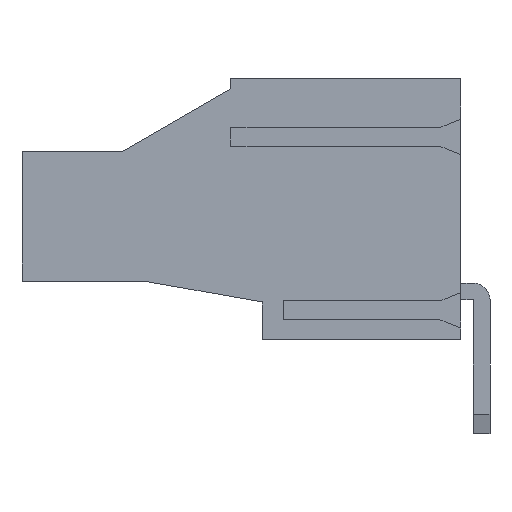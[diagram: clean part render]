
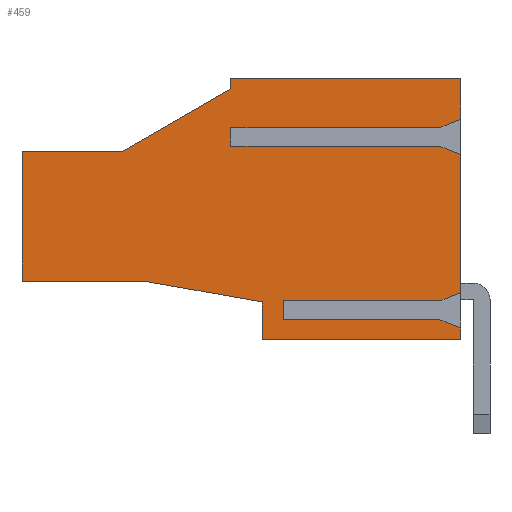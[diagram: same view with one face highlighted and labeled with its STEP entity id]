
A CAD part, left-side view. The second image highlights one B-rep face of the part: STEP entity #459.
In plain terms, the highlighted planar face has unit normal (-1, 0, 0).
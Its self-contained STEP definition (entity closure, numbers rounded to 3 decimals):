
#459 = ADVANCED_FACE( '', ( #1010 ), #1011, .T. );
#1010 = FACE_OUTER_BOUND( '', #1657, .T. );
#1011 = PLANE( '', #1658 );
#1657 = EDGE_LOOP( '', ( #3006, #3007, #3008, #3009, #3010, #3011, #3012, #3013, #3014, #3015, #3016, #3017, #3018, #3019, #3020, #3021, #3022, #3023, #3024, #3025, #3026, #3027 ) );
#1658 = AXIS2_PLACEMENT_3D( '', #3028, #3029, #3030 );
#3006 = ORIENTED_EDGE( '', *, *, #4420, .T. );
#3007 = ORIENTED_EDGE( '', *, *, #4266, .T. );
#3008 = ORIENTED_EDGE( '', *, *, #4421, .T. );
#3009 = ORIENTED_EDGE( '', *, *, #3990, .T. );
#3010 = ORIENTED_EDGE( '', *, *, #4422, .T. );
#3011 = ORIENTED_EDGE( '', *, *, #4085, .T. );
#3012 = ORIENTED_EDGE( '', *, *, #4097, .T. );
#3013 = ORIENTED_EDGE( '', *, *, #4349, .T. );
#3014 = ORIENTED_EDGE( '', *, *, #4307, .T. );
#3015 = ORIENTED_EDGE( '', *, *, #4172, .T. );
#3016 = ORIENTED_EDGE( '', *, *, #4423, .T. );
#3017 = ORIENTED_EDGE( '', *, *, #4424, .T. );
#3018 = ORIENTED_EDGE( '', *, *, #4073, .F. );
#3019 = ORIENTED_EDGE( '', *, *, #4201, .F. );
#3020 = ORIENTED_EDGE( '', *, *, #4425, .T. );
#3021 = ORIENTED_EDGE( '', *, *, #4178, .T. );
#3022 = ORIENTED_EDGE( '', *, *, #4426, .T. );
#3023 = ORIENTED_EDGE( '', *, *, #4427, .T. );
#3024 = ORIENTED_EDGE( '', *, *, #4065, .F. );
#3025 = ORIENTED_EDGE( '', *, *, #4395, .F. );
#3026 = ORIENTED_EDGE( '', *, *, #3924, .T. );
#3027 = ORIENTED_EDGE( '', *, *, #4176, .T. );
#3028 = CARTESIAN_POINT( '', ( 12.295, -83.045, -33.5 ) );
#3029 = DIRECTION( '', ( -1., 0., 0. ) );
#3030 = DIRECTION( '', ( 0., 1., 0. ) );
#3924 = EDGE_CURVE( '', #4729, #4727, #4730, .T. );
#3990 = EDGE_CURVE( '', #4847, #4845, #4848, .T. );
#4065 = EDGE_CURVE( '', #4971, #4972, #4973, .T. );
#4073 = EDGE_CURVE( '', #4983, #4985, #4986, .T. );
#4085 = EDGE_CURVE( '', #5007, #5005, #5008, .T. );
#4097 = EDGE_CURVE( '', #5005, #5027, #5029, .T. );
#4172 = EDGE_CURVE( '', #5148, #5149, #5150, .T. );
#4176 = EDGE_CURVE( '', #4727, #5155, #5157, .T. );
#4178 = EDGE_CURVE( '', #5160, #5158, #5161, .T. );
#4201 = EDGE_CURVE( '', #5194, #4983, #5195, .T. );
#4266 = EDGE_CURVE( '', #5290, #5288, #5291, .T. );
#4307 = EDGE_CURVE( '', #5352, #5148, #5353, .T. );
#4349 = EDGE_CURVE( '', #5027, #5352, #5415, .T. );
#4395 = EDGE_CURVE( '', #4729, #4971, #5476, .T. );
#4420 = EDGE_CURVE( '', #5155, #5290, #5510, .T. );
#4421 = EDGE_CURVE( '', #5288, #4847, #5511, .T. );
#4422 = EDGE_CURVE( '', #4845, #5007, #5512, .T. );
#4423 = EDGE_CURVE( '', #5149, #5513, #5514, .T. );
#4424 = EDGE_CURVE( '', #5513, #4985, #5515, .T. );
#4425 = EDGE_CURVE( '', #5194, #5160, #5516, .T. );
#4426 = EDGE_CURVE( '', #5158, #5517, #5518, .T. );
#4427 = EDGE_CURVE( '', #5517, #4972, #5519, .T. );
#4727 = VERTEX_POINT( '', #5889 );
#4729 = VERTEX_POINT( '', #5892 );
#4730 = LINE( '', #5893, #5894 );
#4845 = VERTEX_POINT( '', #6056 );
#4847 = VERTEX_POINT( '', #6059 );
#4848 = LINE( '', #6060, #6061 );
#4971 = VERTEX_POINT( '', #6236 );
#4972 = VERTEX_POINT( '', #6237 );
#4973 = LINE( '', #6238, #6239 );
#4983 = VERTEX_POINT( '', #6252 );
#4985 = VERTEX_POINT( '', #6255 );
#4986 = LINE( '', #6256, #6257 );
#5005 = VERTEX_POINT( '', #6283 );
#5007 = VERTEX_POINT( '', #6286 );
#5008 = LINE( '', #6287, #6288 );
#5027 = VERTEX_POINT( '', #6315 );
#5029 = LINE( '', #6318, #6319 );
#5148 = VERTEX_POINT( '', #6494 );
#5149 = VERTEX_POINT( '', #6495 );
#5150 = LINE( '', #6496, #6497 );
#5155 = VERTEX_POINT( '', #6504 );
#5157 = LINE( '', #6507, #6508 );
#5158 = VERTEX_POINT( '', #6509 );
#5160 = VERTEX_POINT( '', #6512 );
#5161 = LINE( '', #6513, #6514 );
#5194 = VERTEX_POINT( '', #6563 );
#5195 = LINE( '', #6564, #6565 );
#5288 = VERTEX_POINT( '', #6703 );
#5290 = VERTEX_POINT( '', #6706 );
#5291 = LINE( '', #6707, #6708 );
#5352 = VERTEX_POINT( '', #6799 );
#5353 = LINE( '', #6800, #6801 );
#5415 = LINE( '', #6896, #6897 );
#5476 = LINE( '', #6986, #6987 );
#5510 = LINE( '', #7034, #7035 );
#5511 = LINE( '', #7036, #7037 );
#5512 = LINE( '', #7038, #7039 );
#5513 = VERTEX_POINT( '', #7040 );
#5514 = LINE( '', #7041, #7042 );
#5515 = LINE( '', #7043, #7044 );
#5516 = LINE( '', #7045, #7046 );
#5517 = VERTEX_POINT( '', #7047 );
#5518 = LINE( '', #7048, #7049 );
#5519 = LINE( '', #7050, #7051 );
#5889 = CARTESIAN_POINT( '', ( 12.295, -104.045, -31.956 ) );
#5892 = CARTESIAN_POINT( '', ( 12.295, -103.045, -32.35 ) );
#5893 = CARTESIAN_POINT( '', ( 12.295, -85.344, -39.329 ) );
#5894 = VECTOR( '', #7433, 1000. );
#6056 = CARTESIAN_POINT( '', ( 12.295, -83.045, -33.5 ) );
#6059 = CARTESIAN_POINT( '', ( 12.295, -87.849, -33.5 ) );
#6060 = CARTESIAN_POINT( '', ( 12.295, -83.045, -33.5 ) );
#6061 = VECTOR( '', #7500, 1000. );
#6236 = CARTESIAN_POINT( '', ( 12.295, -93.045, -32.35 ) );
#6237 = CARTESIAN_POINT( '', ( 12.295, -93.045, -33.25 ) );
#6238 = CARTESIAN_POINT( '', ( 12.295, -93.045, -33.25 ) );
#6239 = VECTOR( '', #7577, 1000. );
#6252 = CARTESIAN_POINT( '', ( 12.295, -95.545, -40.65 ) );
#6255 = CARTESIAN_POINT( '', ( 12.295, -95.545, -41.55 ) );
#6256 = CARTESIAN_POINT( '', ( 12.295, -95.545, -41.55 ) );
#6257 = VECTOR( '', #7585, 1000. );
#6283 = CARTESIAN_POINT( '', ( 12.295, -88.874, -39.7 ) );
#6286 = CARTESIAN_POINT( '', ( 12.295, -83.045, -39.7 ) );
#6287 = CARTESIAN_POINT( '', ( 12.295, -88.874, -39.7 ) );
#6288 = VECTOR( '', #7597, 1000. );
#6315 = CARTESIAN_POINT( '', ( 12.295, -94.545, -40.7 ) );
#6318 = CARTESIAN_POINT( '', ( 12.295, -94.545, -40.7 ) );
#6319 = VECTOR( '', #7607, 1000. );
#6494 = CARTESIAN_POINT( '', ( 12.295, -104.045, -42.5 ) );
#6495 = CARTESIAN_POINT( '', ( 12.295, -104.045, -41.944 ) );
#6496 = CARTESIAN_POINT( '', ( 12.295, -104.045, -30. ) );
#6497 = VECTOR( '', #7679, 1000. );
#6504 = CARTESIAN_POINT( '', ( 12.295, -104.045, -30. ) );
#6507 = CARTESIAN_POINT( '', ( 12.295, -104.045, -30. ) );
#6508 = VECTOR( '', #7683, 1000. );
#6509 = CARTESIAN_POINT( '', ( 12.295, -104.045, -33.644 ) );
#6512 = CARTESIAN_POINT( '', ( 12.295, -104.045, -40.256 ) );
#6513 = CARTESIAN_POINT( '', ( 12.295, -104.045, -30. ) );
#6514 = VECTOR( '', #7685, 1000. );
#6563 = CARTESIAN_POINT( '', ( 12.295, -103.045, -40.65 ) );
#6564 = CARTESIAN_POINT( '', ( 12.295, -106.545, -40.65 ) );
#6565 = VECTOR( '', #7702, 1000. );
#6703 = CARTESIAN_POINT( '', ( 12.295, -93.045, -30.5 ) );
#6706 = CARTESIAN_POINT( '', ( 12.295, -93.045, -30. ) );
#6707 = CARTESIAN_POINT( '', ( 12.295, -93.045, -30.5 ) );
#6708 = VECTOR( '', #7755, 1000. );
#6799 = CARTESIAN_POINT( '', ( 12.295, -94.545, -42.5 ) );
#6800 = CARTESIAN_POINT( '', ( 12.295, -104.045, -42.5 ) );
#6801 = VECTOR( '', #7786, 1000. );
#6896 = CARTESIAN_POINT( '', ( 12.295, -94.545, -42.5 ) );
#6897 = VECTOR( '', #7820, 1000. );
#6986 = CARTESIAN_POINT( '', ( 12.295, -104.045, -32.35 ) );
#6987 = VECTOR( '', #7858, 1000. );
#7034 = CARTESIAN_POINT( '', ( 12.295, -93.045, -30. ) );
#7035 = VECTOR( '', #7881, 1000. );
#7036 = CARTESIAN_POINT( '', ( 12.295, -87.849, -33.5 ) );
#7037 = VECTOR( '', #7882, 1000. );
#7038 = CARTESIAN_POINT( '', ( 12.295, -83.045, -39.7 ) );
#7039 = VECTOR( '', #7883, 1000. );
#7040 = CARTESIAN_POINT( '', ( 12.295, -103.045, -41.55 ) );
#7041 = CARTESIAN_POINT( '', ( 12.295, -82.989, -33.643 ) );
#7042 = VECTOR( '', #7884, 1000. );
#7043 = CARTESIAN_POINT( '', ( 12.295, -106.545, -41.55 ) );
#7044 = VECTOR( '', #7885, 1000. );
#7045 = CARTESIAN_POINT( '', ( 12.295, -88.176, -46.512 ) );
#7046 = VECTOR( '', #7886, 1000. );
#7047 = CARTESIAN_POINT( '', ( 12.295, -103.045, -33.25 ) );
#7048 = CARTESIAN_POINT( '', ( 12.295, -85.821, -26.459 ) );
#7049 = VECTOR( '', #7887, 1000. );
#7050 = CARTESIAN_POINT( '', ( 12.295, -104.045, -33.25 ) );
#7051 = VECTOR( '', #7888, 1000. );
#7433 = DIRECTION( '', ( 0., -0.93, 0.367 ) );
#7500 = DIRECTION( '', ( 0., 1., 0. ) );
#7577 = DIRECTION( '', ( 0., 0., -1. ) );
#7585 = DIRECTION( '', ( 0., 0., -1. ) );
#7597 = DIRECTION( '', ( 0., -1., 0. ) );
#7607 = DIRECTION( '', ( 0., -0.985, -0.174 ) );
#7679 = DIRECTION( '', ( 0., 0., 1. ) );
#7683 = DIRECTION( '', ( 0., 0., 1. ) );
#7685 = DIRECTION( '', ( 0., 0., 1. ) );
#7702 = DIRECTION( '', ( 0., 1., 0. ) );
#7755 = DIRECTION( '', ( 0., 0., -1. ) );
#7786 = DIRECTION( '', ( 0., -1., 0. ) );
#7820 = DIRECTION( '', ( 0., 0., -1. ) );
#7858 = DIRECTION( '', ( 0., 1., 0. ) );
#7881 = DIRECTION( '', ( 0., 1., 0. ) );
#7882 = DIRECTION( '', ( 0., 0.866, -0.5 ) );
#7883 = DIRECTION( '', ( 0., 0., -1. ) );
#7884 = DIRECTION( '', ( 0., 0.93, 0.367 ) );
#7885 = DIRECTION( '', ( 0., 1., 0. ) );
#7886 = DIRECTION( '', ( 0., -0.93, 0.367 ) );
#7887 = DIRECTION( '', ( 0., 0.93, 0.367 ) );
#7888 = DIRECTION( '', ( 0., 1., 0. ) );
